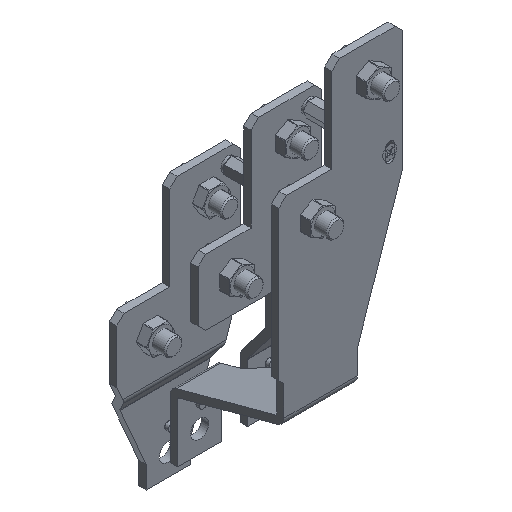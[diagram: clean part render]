
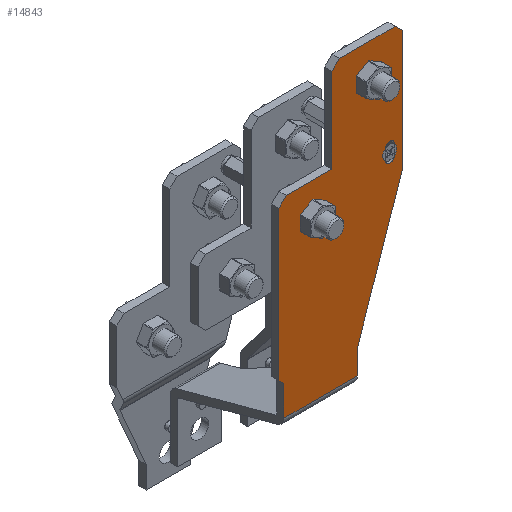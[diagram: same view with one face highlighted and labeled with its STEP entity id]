
A CAD part, isometric view. The second image highlights one B-rep face of the part: STEP entity #14843.
In plain terms, the highlighted planar face has unit normal (0, -1, 0).
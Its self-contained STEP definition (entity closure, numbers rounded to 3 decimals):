
#12830=DIRECTION('',(-1.,0.,0.));
#12831=VECTOR('',#12830,50.);
#12832=CARTESIAN_POINT('',(-39.19,456.92,
239.705));
#12833=LINE('',#12832,#12831);
#12837=CARTESIAN_POINT('',(-69.59,456.92,
348.883));
#12838=DIRECTION('',(0.,1.,0.));
#12839=DIRECTION('',(1.,0.,0.));
#12840=AXIS2_PLACEMENT_3D('',#12837,#12838,#12839);
#12845=CARTESIAN_POINT('',(-69.59,456.92,
348.883));
#12846=DIRECTION('',(0.,1.,0.));
#12847=DIRECTION('',(0.,0.,1.));
#12848=AXIS2_PLACEMENT_3D('',#12845,#12846,#12847);
#12853=CARTESIAN_POINT('',(-69.59,456.92,
348.883));
#12854=DIRECTION('',(0.,1.,0.));
#12855=DIRECTION('',(-1.,0.,0.));
#12856=AXIS2_PLACEMENT_3D('',#12853,#12854,#12855);
#12861=CARTESIAN_POINT('',(-69.59,456.92,
348.883));
#12862=DIRECTION('',(0.,1.,0.));
#12863=DIRECTION('',(0.,0.,-1.));
#12864=AXIS2_PLACEMENT_3D('',#12861,#12862,#12863);
#12869=CARTESIAN_POINT('',(-31.59,456.92,
411.383));
#12870=DIRECTION('',(0.,1.,0.));
#12871=DIRECTION('',(1.,0.,0.));
#12872=AXIS2_PLACEMENT_3D('',#12869,#12870,#12871);
#12877=CARTESIAN_POINT('',(-31.59,456.92,
411.383));
#12878=DIRECTION('',(0.,1.,0.));
#12879=DIRECTION('',(0.,0.,1.));
#12880=AXIS2_PLACEMENT_3D('',#12877,#12878,#12879);
#12885=CARTESIAN_POINT('',(-31.59,456.92,
411.383));
#12886=DIRECTION('',(0.,1.,0.));
#12887=DIRECTION('',(-1.,0.,0.));
#12888=AXIS2_PLACEMENT_3D('',#12885,#12886,#12887);
#12893=CARTESIAN_POINT('',(-31.59,456.92,
411.383));
#12894=DIRECTION('',(0.,1.,0.));
#12895=DIRECTION('',(0.,0.,-1.));
#12896=AXIS2_PLACEMENT_3D('',#12893,#12894,#12895);
#12901=CARTESIAN_POINT('',(-17.19,456.92,
356.683));
#12902=DIRECTION('',(0.,1.,0.));
#12903=DIRECTION('',(1.,0.,0.));
#12904=AXIS2_PLACEMENT_3D('',#12901,#12902,#12903);
#12909=CARTESIAN_POINT('',(-17.19,456.92,
363.683));
#12910=DIRECTION('',(0.,1.,0.));
#12911=DIRECTION('',(-1.,0.,0.));
#12912=AXIS2_PLACEMENT_3D('',#12909,#12910,#12911);
#12917=CARTESIAN_POINT('',(-17.19,456.92,
356.683));
#12918=DIRECTION('',(0.,1.,0.));
#12919=DIRECTION('',(0.,0.,-1.));
#12920=AXIS2_PLACEMENT_3D('',#12917,#12918,#12919);
#12925=DIRECTION('',(0.324,0.,0.946));
#12926=VECTOR('',#12925,94.469);
#12927=CARTESIAN_POINT('',(-39.19,456.92,
256.608));
#12928=LINE('',#12927,#12926);
#12932=DIRECTION('',(0.,0.,-1.));
#12933=VECTOR('',#12932,20.478);
#12934=CARTESIAN_POINT('',(-89.19,456.92,
260.183));
#12935=LINE('',#12934,#12933);
#12939=DIRECTION('',(0.707,0.,-0.707));
#12940=VECTOR('',#12939,4.808);
#12941=CARTESIAN_POINT('',(-92.59,456.92,
263.583));
#12942=LINE('',#12941,#12940);
#12946=DIRECTION('',(-0.707,0.,-0.707));
#12947=VECTOR('',#12946,7.071);
#12948=CARTESIAN_POINT('',(-87.59,456.92,
369.883));
#12949=LINE('',#12948,#12947);
#12953=DIRECTION('',(-0.707,0.,-0.707));
#12954=VECTOR('',#12953,7.071);
#12955=CARTESIAN_POINT('',(-51.59,456.92,
432.383));
#12956=LINE('',#12955,#12954);
#12960=DIRECTION('',(-0.707,0.,0.707));
#12961=VECTOR('',#12960,7.071);
#12962=CARTESIAN_POINT('',(-8.59,456.92,
427.383));
#12963=LINE('',#12962,#12961);
#13294=DIRECTION('',(0.,0.,1.));
#13295=VECTOR('',#13294,7.);
#13296=CARTESIAN_POINT('',(-14.19,456.92,
356.683));
#13297=LINE('',#13296,#13295);
#13322=DIRECTION('',(0.,0.,-1.));
#13323=VECTOR('',#13322,7.);
#13324=CARTESIAN_POINT('',(-20.19,456.92,
363.683));
#13325=LINE('',#13324,#13323);
#13983=DIRECTION('',(0.,0.,-1.));
#13984=VECTOR('',#13983,16.903);
#13985=CARTESIAN_POINT('',(-39.19,456.92,
256.608));
#13986=LINE('',#13985,#13984);
#14047=DIRECTION('',(0.,0.,-1.));
#14048=VECTOR('',#14047,81.4);
#14049=CARTESIAN_POINT('',(-8.59,456.92,
427.383));
#14050=LINE('',#14049,#14048);
#14075=DIRECTION('',(1.,0.,0.));
#14076=VECTOR('',#14075,38.);
#14077=CARTESIAN_POINT('',(-51.59,456.92,
432.383));
#14078=LINE('',#14077,#14076);
#14103=DIRECTION('',(0.,0.,1.));
#14104=VECTOR('',#14103,57.5);
#14105=CARTESIAN_POINT('',(-56.59,456.92,
369.883));
#14106=LINE('',#14105,#14104);
#14124=DIRECTION('',(1.,0.,0.));
#14125=VECTOR('',#14124,31.);
#14126=CARTESIAN_POINT('',(-87.59,456.92,
369.883));
#14127=LINE('',#14126,#14125);
#14152=DIRECTION('',(0.,0.,1.));
#14153=VECTOR('',#14152,101.3);
#14154=CARTESIAN_POINT('',(-92.59,456.92,
263.583));
#14155=LINE('',#14154,#14153);
#14215=CARTESIAN_POINT('',(-8.59,456.92,
427.383));
#14217=VERTEX_POINT('',#14215);
#14218=CARTESIAN_POINT('',(-8.59,456.92,
345.983));
#14219=VERTEX_POINT('',#14218);
#14222=CARTESIAN_POINT('',(-13.59,456.92,
432.383));
#14223=VERTEX_POINT('',#14222);
#14224=CARTESIAN_POINT('',(-39.19,456.92,
256.608));
#14225=VERTEX_POINT('',#14224);
#14228=CARTESIAN_POINT('',(-51.59,456.92,
432.383));
#14229=VERTEX_POINT('',#14228);
#14240=CARTESIAN_POINT('',(-14.19,456.92,
356.683));
#14241=CARTESIAN_POINT('',(-17.19,456.92,
353.683));
#14242=VERTEX_POINT('',#14240);
#14243=VERTEX_POINT('',#14241);
#14244=CARTESIAN_POINT('',(-20.19,456.92,
356.683));
#14245=VERTEX_POINT('',#14244);
#14246=CARTESIAN_POINT('',(-92.59,456.92,
263.583));
#14247=CARTESIAN_POINT('',(-89.19,456.92,
260.183));
#14248=VERTEX_POINT('',#14246);
#14249=VERTEX_POINT('',#14247);
#14252=CARTESIAN_POINT('',(-92.59,456.92,
364.883));
#14253=VERTEX_POINT('',#14252);
#14254=CARTESIAN_POINT('',(-89.19,456.92,
239.705));
#14255=VERTEX_POINT('',#14254);
#14258=CARTESIAN_POINT('',(-87.59,456.92,
369.883));
#14259=VERTEX_POINT('',#14258);
#14262=CARTESIAN_POINT('',(-56.59,456.92,
369.883));
#14263=VERTEX_POINT('',#14262);
#14266=CARTESIAN_POINT('',(-56.59,456.92,
427.383));
#14267=VERTEX_POINT('',#14266);
#14290=CARTESIAN_POINT('',(-39.19,456.92,
239.705));
#14291=VERTEX_POINT('',#14290);
#14420=CARTESIAN_POINT('',(-14.19,456.92,
363.683));
#14421=VERTEX_POINT('',#14420);
#14428=CARTESIAN_POINT('',(-20.19,456.92,
363.683));
#14429=VERTEX_POINT('',#14428);
#14430=CARTESIAN_POINT('',(-76.89,456.92,
348.883));
#14432=VERTEX_POINT('',#14430);
#14434=CARTESIAN_POINT('',(-62.29,456.92,
348.883));
#14436=VERTEX_POINT('',#14434);
#14440=CARTESIAN_POINT('',(-69.59,456.92,
356.183));
#14441=VERTEX_POINT('',#14440);
#14444=CARTESIAN_POINT('',(-69.59,456.92,
341.583));
#14445=VERTEX_POINT('',#14444);
#14446=CARTESIAN_POINT('',(-38.89,456.92,
411.383));
#14448=VERTEX_POINT('',#14446);
#14450=CARTESIAN_POINT('',(-24.29,456.92,
411.383));
#14452=VERTEX_POINT('',#14450);
#14456=CARTESIAN_POINT('',(-31.59,456.92,
418.683));
#14457=VERTEX_POINT('',#14456);
#14460=CARTESIAN_POINT('',(-31.59,456.92,
404.083));
#14461=VERTEX_POINT('',#14460);
#14780=CARTESIAN_POINT('',(-8.56,456.92,
237.725));
#14781=DIRECTION('',(0.,1.,0.));
#14782=DIRECTION('',(1.,0.,0.));
#14783=AXIS2_PLACEMENT_3D('',#14780,#14781,#14782);
#14784=PLANE('',#14783);
#14786=ORIENTED_EDGE('',*,*,#14785,.F.);
#14788=ORIENTED_EDGE('',*,*,#14787,.T.);
#14789=ORIENTED_EDGE('',*,*,#14773,.T.);
#14790=ORIENTED_EDGE('',*,*,#14667,.F.);
#14792=ORIENTED_EDGE('',*,*,#14791,.F.);
#14794=ORIENTED_EDGE('',*,*,#14793,.T.);
#14796=ORIENTED_EDGE('',*,*,#14795,.F.);
#14798=ORIENTED_EDGE('',*,*,#14797,.T.);
#14800=ORIENTED_EDGE('',*,*,#14799,.T.);
#14802=ORIENTED_EDGE('',*,*,#14801,.F.);
#14804=ORIENTED_EDGE('',*,*,#14803,.T.);
#14806=ORIENTED_EDGE('',*,*,#14805,.F.);
#14808=ORIENTED_EDGE('',*,*,#14807,.T.);
#14809=EDGE_LOOP('',(#14786,#14788,#14789,#14790,#14792,#14794,#14796,#14798,
#14800,#14802,#14804,#14806,#14808));
#14810=FACE_OUTER_BOUND('',#14809,.F.);
#14812=ORIENTED_EDGE('',*,*,#14811,.F.);
#14814=ORIENTED_EDGE('',*,*,#14813,.F.);
#14816=ORIENTED_EDGE('',*,*,#14815,.F.);
#14818=ORIENTED_EDGE('',*,*,#14817,.F.);
#14819=EDGE_LOOP('',(#14812,#14814,#14816,#14818));
#14820=FACE_BOUND('',#14819,.F.);
#14822=ORIENTED_EDGE('',*,*,#14821,.F.);
#14824=ORIENTED_EDGE('',*,*,#14823,.T.);
#14826=ORIENTED_EDGE('',*,*,#14825,.F.);
#14828=ORIENTED_EDGE('',*,*,#14827,.T.);
#14830=ORIENTED_EDGE('',*,*,#14829,.F.);
#14831=EDGE_LOOP('',(#14822,#14824,#14826,#14828,#14830));
#14832=FACE_BOUND('',#14831,.F.);
#14834=ORIENTED_EDGE('',*,*,#14833,.F.);
#14836=ORIENTED_EDGE('',*,*,#14835,.F.);
#14838=ORIENTED_EDGE('',*,*,#14837,.F.);
#14840=ORIENTED_EDGE('',*,*,#14839,.F.);
#14841=EDGE_LOOP('',(#14834,#14836,#14838,#14840));
#14842=FACE_BOUND('',#14841,.F.);
#12841=CIRCLE('',#12840,7.3);
#12849=CIRCLE('',#12848,7.3);
#12857=CIRCLE('',#12856,7.3);
#12865=CIRCLE('',#12864,7.3);
#12873=CIRCLE('',#12872,7.3);
#12881=CIRCLE('',#12880,7.3);
#12889=CIRCLE('',#12888,7.3);
#12897=CIRCLE('',#12896,7.3);
#12905=CIRCLE('',#12904,3.);
#12913=CIRCLE('',#12912,3.);
#12921=CIRCLE('',#12920,3.);
#14667=EDGE_CURVE('',#14249,#14255,#12935,.T.);
#14773=EDGE_CURVE('',#14291,#14255,#12833,.T.);
#14785=EDGE_CURVE('',#14225,#14219,#12928,.T.);
#14787=EDGE_CURVE('',#14225,#14291,#13986,.T.);
#14791=EDGE_CURVE('',#14248,#14249,#12942,.T.);
#14793=EDGE_CURVE('',#14248,#14253,#14155,.T.);
#14795=EDGE_CURVE('',#14259,#14253,#12949,.T.);
#14797=EDGE_CURVE('',#14259,#14263,#14127,.T.);
#14799=EDGE_CURVE('',#14263,#14267,#14106,.T.);
#14801=EDGE_CURVE('',#14229,#14267,#12956,.T.);
#14803=EDGE_CURVE('',#14229,#14223,#14078,.T.);
#14805=EDGE_CURVE('',#14217,#14223,#12963,.T.);
#14807=EDGE_CURVE('',#14217,#14219,#14050,.T.);
#14811=EDGE_CURVE('',#14452,#14461,#12873,.T.);
#14813=EDGE_CURVE('',#14457,#14452,#12881,.T.);
#14815=EDGE_CURVE('',#14448,#14457,#12889,.T.);
#14817=EDGE_CURVE('',#14461,#14448,#12897,.T.);
#14821=EDGE_CURVE('',#14242,#14243,#12905,.T.);
#14823=EDGE_CURVE('',#14242,#14421,#13297,.T.);
#14825=EDGE_CURVE('',#14429,#14421,#12913,.T.);
#14827=EDGE_CURVE('',#14429,#14245,#13325,.T.);
#14829=EDGE_CURVE('',#14243,#14245,#12921,.T.);
#14833=EDGE_CURVE('',#14436,#14445,#12841,.T.);
#14835=EDGE_CURVE('',#14441,#14436,#12849,.T.);
#14837=EDGE_CURVE('',#14432,#14441,#12857,.T.);
#14839=EDGE_CURVE('',#14445,#14432,#12865,.T.);
#14843=ADVANCED_FACE('',(#14810,#14820,#14832,#14842),#14784,.F.);
